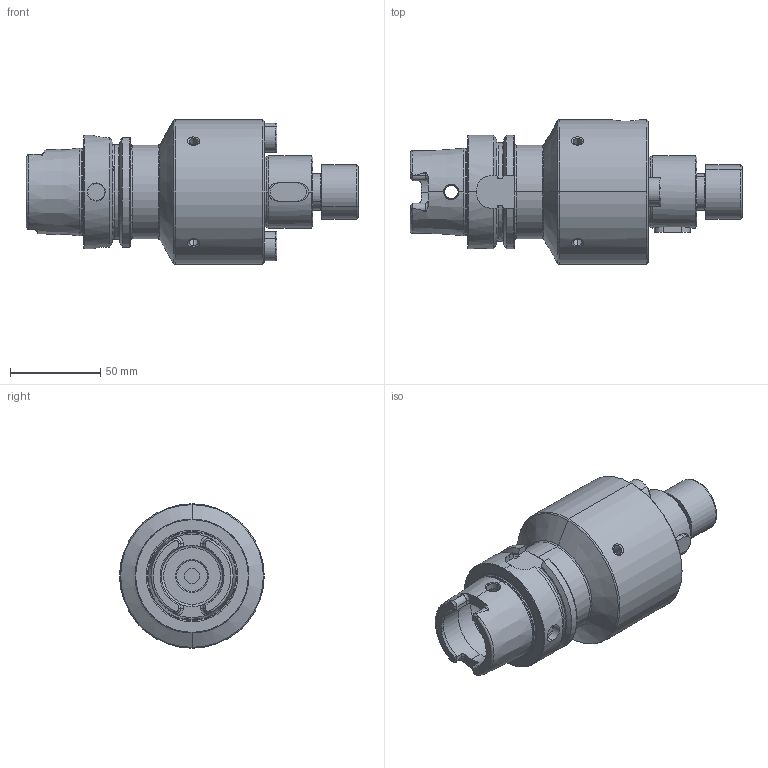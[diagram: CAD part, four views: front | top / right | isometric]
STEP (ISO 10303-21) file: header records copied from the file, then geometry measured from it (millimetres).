
FILE_DESCRIPTION (( 'STEP AP214' ), '1' );
FILE_NAME ('HA6.D40.K01.100.STEP', '2022-03-21T13:43:43', ( '' ), ( '' ), 'SwSTEP 2.0', 'SolidWorks 2017', '' );
FILE_SCHEMA (( 'AUTOMOTIVE_DESIGN' ));
Length unit declared in the file: millimetre
Products named in the file (5): HA6-D40.K01.100_E_Fertigbearbeitung; DIN 6885 - 10x8x20; D40-ER2.001.023_B; HA6.D40.K01.100; D40-ER1.002.040_A
Assembly tree (5 placements, depth 2):
  HA6.D40.K01.100
    HA6-D40.K01.100_E_Fertigbearbeitung
    D40-ER1.002.040_A
    D40-ER2.001.023_B  x2
    DIN 6885 - 10x8x20
Bounding box: 183.9 x 80 x 80 mm (x, y, z)
Volume: 433245.5 mm3; surface area: 66036 mm2
Topology: 5 solids, 5 shells, 393 faces, 962 edges, 577 vertices
Faces by surface type: cylinder 120, cone 96, plane 96, torus 67, bspline 12, sphere 2
Entity records: 14053 total; most frequent: CARTESIAN_POINT 4396, ORIENTED_EDGE 1708, DIRECTION 1683, EDGE_CURVE 854, AXIS2_PLACEMENT_3D 687, VERTEX_POINT 526, EDGE_LOOP 384, FACE_OUTER_BOUND 353
